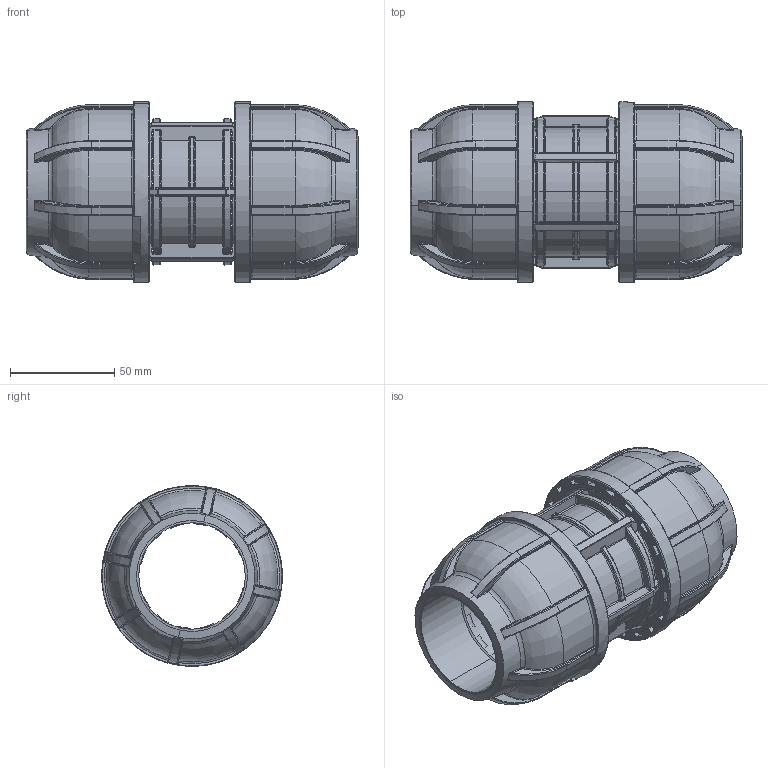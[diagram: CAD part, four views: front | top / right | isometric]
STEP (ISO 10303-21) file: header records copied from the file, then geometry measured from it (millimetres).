
FILE_DESCRIPTION (( 'STEP AP203' ), '1' );
FILE_NAME ('R210.050.050.step', '2013-11-19T09:08:35', ( 'Alusic' ), ( 'Alusic' ), 'SwSTEP 2.0', 'SolidWorks 2011', '' );
FILE_SCHEMA (( 'CONFIG_CONTROL_DESIGN' ));
Length unit declared in the file: millimetre
Products named in the file (1): R210.050.050
Bounding box: 158.9 x 86.48 x 86.47 mm (x, y, z)
Surface area: 94577.9 mm2 (no closed solid volume)
Topology: 0 solids, 41 shells, 1621 faces, 4787 edges, 2966 vertices
Faces by surface type: cylinder 525, bspline 399, plane 317, torus 272, sphere 78, cone 30
Entity records: 70869 total; most frequent: CARTESIAN_POINT 32629, ORIENTED_EDGE 7797, DIRECTION 7615, EDGE_CURVE 4715, AXIS2_PLACEMENT_3D 3207, VERTEX_POINT 2966, CIRCLE 1984, EDGE_LOOP 1627
